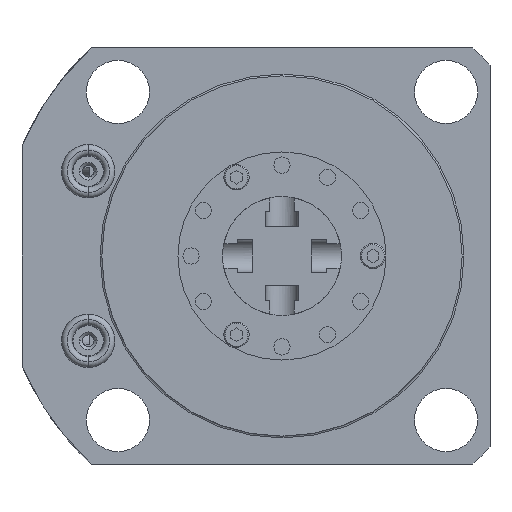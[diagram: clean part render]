
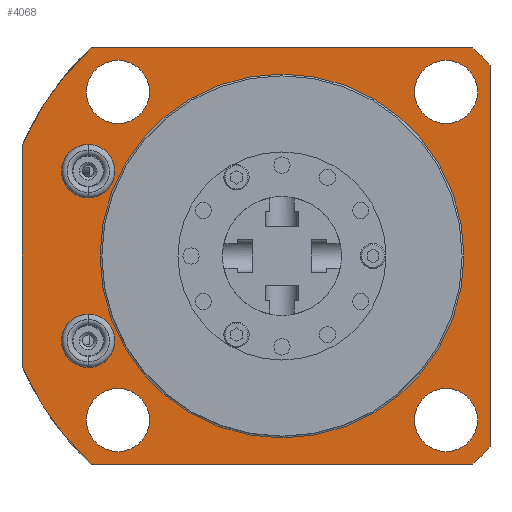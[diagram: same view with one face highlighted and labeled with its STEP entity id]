
A CAD part, front view. The second image highlights one B-rep face of the part: STEP entity #4068.
In plain terms, the highlighted planar face has unit normal (0, -1, 0).
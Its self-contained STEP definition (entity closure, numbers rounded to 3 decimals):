
#755=CARTESIAN_POINT('',(0.,88.9,0.));
#756=DIRECTION('',(0.,-1.,0.));
#757=DIRECTION('',(0.,0.,1.));
#758=AXIS2_PLACEMENT_3D('',#755,#756,#757);
#770=CARTESIAN_POINT('',(0.,88.9,0.));
#771=DIRECTION('',(0.,-1.,0.));
#772=DIRECTION('',(-0.921,0.,-0.39));
#773=AXIS2_PLACEMENT_3D('',#770,#771,#772);
#775=CARTESIAN_POINT('',(0.,88.9,0.));
#776=DIRECTION('',(0.,-1.,0.));
#777=DIRECTION('',(-0.676,0.,0.737));
#778=AXIS2_PLACEMENT_3D('',#775,#776,#777);
#780=CARTESIAN_POINT('',(0.,88.9,0.));
#781=DIRECTION('',(0.,-1.,0.));
#782=DIRECTION('',(0.737,0.,0.676));
#783=AXIS2_PLACEMENT_3D('',#780,#781,#782);
#785=CARTESIAN_POINT('',(0.,88.9,0.));
#786=DIRECTION('',(0.,-1.,0.));
#787=DIRECTION('',(0.676,0.,-0.737));
#788=AXIS2_PLACEMENT_3D('',#785,#786,#787);
#790=CARTESIAN_POINT('',(35.052,88.9,-35.052));
#791=DIRECTION('',(0.,-1.,0.));
#792=DIRECTION('',(1.,0.,0.));
#793=AXIS2_PLACEMENT_3D('',#790,#791,#792);
#795=CARTESIAN_POINT('',(35.052,88.9,-35.052));
#796=DIRECTION('',(0.,-1.,0.));
#797=DIRECTION('',(-1.,0.,0.));
#798=AXIS2_PLACEMENT_3D('',#795,#796,#797);
#800=CARTESIAN_POINT('',(35.052,88.9,35.052));
#801=DIRECTION('',(0.,-1.,0.));
#802=DIRECTION('',(1.,0.,0.));
#803=AXIS2_PLACEMENT_3D('',#800,#801,#802);
#805=CARTESIAN_POINT('',(35.052,88.9,35.052));
#806=DIRECTION('',(0.,-1.,0.));
#807=DIRECTION('',(-1.,0.,0.));
#808=AXIS2_PLACEMENT_3D('',#805,#806,#807);
#810=CARTESIAN_POINT('',(-35.052,88.9,-35.052));
#811=DIRECTION('',(0.,-1.,0.));
#812=DIRECTION('',(1.,0.,0.));
#813=AXIS2_PLACEMENT_3D('',#810,#811,#812);
#815=CARTESIAN_POINT('',(-35.052,88.9,-35.052));
#816=DIRECTION('',(0.,-1.,0.));
#817=DIRECTION('',(-1.,0.,0.));
#818=AXIS2_PLACEMENT_3D('',#815,#816,#817);
#820=CARTESIAN_POINT('',(-35.052,88.9,35.052));
#821=DIRECTION('',(0.,-1.,0.));
#822=DIRECTION('',(1.,0.,0.));
#823=AXIS2_PLACEMENT_3D('',#820,#821,#822);
#825=CARTESIAN_POINT('',(-35.052,88.9,35.052));
#826=DIRECTION('',(0.,-1.,0.));
#827=DIRECTION('',(-1.,0.,0.));
#828=AXIS2_PLACEMENT_3D('',#825,#826,#827);
#830=CARTESIAN_POINT('',(-41.402,88.9,-18.11));
#831=DIRECTION('',(0.,1.,0.));
#832=DIRECTION('',(-1.,0.,0.));
#833=AXIS2_PLACEMENT_3D('',#830,#831,#832);
#835=CARTESIAN_POINT('',(-41.402,88.9,-18.11));
#836=DIRECTION('',(0.,1.,0.));
#837=DIRECTION('',(1.,0.,0.));
#838=AXIS2_PLACEMENT_3D('',#835,#836,#837);
#840=CARTESIAN_POINT('',(-41.402,88.9,18.11));
#841=DIRECTION('',(0.,1.,0.));
#842=DIRECTION('',(-1.,0.,0.));
#843=AXIS2_PLACEMENT_3D('',#840,#841,#842);
#845=CARTESIAN_POINT('',(-41.402,88.9,18.11));
#846=DIRECTION('',(0.,1.,0.));
#847=DIRECTION('',(1.,0.,0.));
#848=AXIS2_PLACEMENT_3D('',#845,#846,#847);
#866=DIRECTION('',(-1.,0.,0.));
#867=VECTOR('',#866,81.567);
#868=CARTESIAN_POINT('',(40.784,88.9,-44.45));
#869=LINE('',#868,#867);
#966=DIRECTION('',(0.,0.,1.));
#967=VECTOR('',#966,47.045);
#968=CARTESIAN_POINT('',(-55.55,88.9,-23.522));
#969=LINE('',#968,#967);
#1389=DIRECTION('',(0.,0.,-1.));
#1390=VECTOR('',#1389,81.567);
#1391=CARTESIAN_POINT('',(44.45,88.9,40.784));
#1392=LINE('',#1391,#1390);
#1476=DIRECTION('',(1.,0.,0.));
#1477=VECTOR('',#1476,81.567);
#1478=CARTESIAN_POINT('',(-40.784,88.9,44.45));
#1479=LINE('',#1478,#1477);
#2125=CARTESIAN_POINT('',(0.,88.9,0.));
#2126=DIRECTION('',(0.,-1.,0.));
#2127=DIRECTION('',(0.,0.,-1.));
#2128=AXIS2_PLACEMENT_3D('',#2125,#2126,#2127);
#2646=CARTESIAN_POINT('',(40.784,88.9,-44.45));
#2647=CARTESIAN_POINT('',(-40.784,88.9,-44.45));
#2648=VERTEX_POINT('',#2646);
#2649=VERTEX_POINT('',#2647);
#2650=CARTESIAN_POINT('',(-55.55,88.9,-23.522));
#2651=CARTESIAN_POINT('',(-55.55,88.9,23.522));
#2652=VERTEX_POINT('',#2650);
#2653=VERTEX_POINT('',#2651);
#2654=CARTESIAN_POINT('',(-40.784,88.9,44.45));
#2655=CARTESIAN_POINT('',(40.784,88.9,44.45));
#2656=VERTEX_POINT('',#2654);
#2657=VERTEX_POINT('',#2655);
#2658=CARTESIAN_POINT('',(44.45,88.9,40.784));
#2659=CARTESIAN_POINT('',(44.45,88.9,-40.784));
#2660=VERTEX_POINT('',#2658);
#2661=VERTEX_POINT('',#2659);
#2662=CARTESIAN_POINT('',(41.796,88.9,-35.052));
#2663=CARTESIAN_POINT('',(28.309,88.9,-35.052));
#2664=VERTEX_POINT('',#2662);
#2665=VERTEX_POINT('',#2663);
#2670=CARTESIAN_POINT('',(-47.104,88.9,-18.11));
#2671=CARTESIAN_POINT('',(-35.7,88.9,-18.11));
#2672=VERTEX_POINT('',#2670);
#2673=VERTEX_POINT('',#2671);
#2692=CARTESIAN_POINT('',(0.,88.9,-38.874));
#2693=CARTESIAN_POINT('',(0.,88.9,38.874));
#2694=VERTEX_POINT('',#2692);
#2695=VERTEX_POINT('',#2693);
#2730=CARTESIAN_POINT('',(41.796,88.9,35.052));
#2731=CARTESIAN_POINT('',(28.309,88.9,35.052));
#2732=VERTEX_POINT('',#2730);
#2733=VERTEX_POINT('',#2731);
#2734=CARTESIAN_POINT('',(-28.309,88.9,-35.052));
#2735=CARTESIAN_POINT('',(-41.796,88.9,-35.052));
#2736=VERTEX_POINT('',#2734);
#2737=VERTEX_POINT('',#2735);
#2738=CARTESIAN_POINT('',(-28.309,88.9,35.052));
#2739=CARTESIAN_POINT('',(-41.796,88.9,35.052));
#2740=VERTEX_POINT('',#2738);
#2741=VERTEX_POINT('',#2739);
#2818=CARTESIAN_POINT('',(-47.104,88.9,18.11));
#2819=CARTESIAN_POINT('',(-35.7,88.9,18.11));
#2820=VERTEX_POINT('',#2818);
#2821=VERTEX_POINT('',#2819);
#4004=CARTESIAN_POINT('',(0.,88.9,0.));
#4005=DIRECTION('',(0.,-1.,0.));
#4006=DIRECTION('',(0.,0.,1.));
#4007=AXIS2_PLACEMENT_3D('',#4004,#4005,#4006);
#4008=PLANE('',#4007);
#4010=ORIENTED_EDGE('',*,*,#4009,.T.);
#4012=ORIENTED_EDGE('',*,*,#4011,.F.);
#4014=ORIENTED_EDGE('',*,*,#4013,.T.);
#4016=ORIENTED_EDGE('',*,*,#4015,.F.);
#4018=ORIENTED_EDGE('',*,*,#4017,.T.);
#4020=ORIENTED_EDGE('',*,*,#4019,.F.);
#4022=ORIENTED_EDGE('',*,*,#4021,.T.);
#4024=ORIENTED_EDGE('',*,*,#4023,.F.);
#4025=EDGE_LOOP('',(#4010,#4012,#4014,#4016,#4018,#4020,#4022,#4024));
#4026=FACE_OUTER_BOUND('',#4025,.F.);
#4028=ORIENTED_EDGE('',*,*,#4027,.T.);
#4029=ORIENTED_EDGE('',*,*,#3994,.T.);
#4030=EDGE_LOOP('',(#4028,#4029));
#4031=FACE_BOUND('',#4030,.F.);
#4033=ORIENTED_EDGE('',*,*,#4032,.T.);
#4035=ORIENTED_EDGE('',*,*,#4034,.T.);
#4036=EDGE_LOOP('',(#4033,#4035));
#4037=FACE_BOUND('',#4036,.F.);
#4039=ORIENTED_EDGE('',*,*,#4038,.T.);
#4041=ORIENTED_EDGE('',*,*,#4040,.T.);
#4042=EDGE_LOOP('',(#4039,#4041));
#4043=FACE_BOUND('',#4042,.F.);
#4045=ORIENTED_EDGE('',*,*,#4044,.T.);
#4047=ORIENTED_EDGE('',*,*,#4046,.T.);
#4048=EDGE_LOOP('',(#4045,#4047));
#4049=FACE_BOUND('',#4048,.F.);
#4051=ORIENTED_EDGE('',*,*,#4050,.T.);
#4053=ORIENTED_EDGE('',*,*,#4052,.T.);
#4054=EDGE_LOOP('',(#4051,#4053));
#4055=FACE_BOUND('',#4054,.F.);
#4057=ORIENTED_EDGE('',*,*,#4056,.F.);
#4059=ORIENTED_EDGE('',*,*,#4058,.F.);
#4060=EDGE_LOOP('',(#4057,#4059));
#4061=FACE_BOUND('',#4060,.F.);
#4063=ORIENTED_EDGE('',*,*,#4062,.F.);
#4065=ORIENTED_EDGE('',*,*,#4064,.F.);
#4066=EDGE_LOOP('',(#4063,#4065));
#4067=FACE_BOUND('',#4066,.F.);
#759=CIRCLE('',#758,38.874);
#774=CIRCLE('',#773,60.325);
#779=CIRCLE('',#778,60.325);
#784=CIRCLE('',#783,60.325);
#789=CIRCLE('',#788,60.325);
#794=CIRCLE('',#793,6.744);
#799=CIRCLE('',#798,6.744);
#804=CIRCLE('',#803,6.744);
#809=CIRCLE('',#808,6.744);
#814=CIRCLE('',#813,6.744);
#819=CIRCLE('',#818,6.744);
#824=CIRCLE('',#823,6.744);
#829=CIRCLE('',#828,6.744);
#834=CIRCLE('',#833,5.702);
#839=CIRCLE('',#838,5.702);
#844=CIRCLE('',#843,5.702);
#849=CIRCLE('',#848,5.702);
#2129=CIRCLE('',#2128,38.874);
#3994=EDGE_CURVE('',#2695,#2694,#759,.T.);
#4009=EDGE_CURVE('',#2648,#2649,#869,.T.);
#4011=EDGE_CURVE('',#2652,#2649,#774,.T.);
#4013=EDGE_CURVE('',#2652,#2653,#969,.T.);
#4015=EDGE_CURVE('',#2656,#2653,#779,.T.);
#4017=EDGE_CURVE('',#2656,#2657,#1479,.T.);
#4019=EDGE_CURVE('',#2660,#2657,#784,.T.);
#4021=EDGE_CURVE('',#2660,#2661,#1392,.T.);
#4023=EDGE_CURVE('',#2648,#2661,#789,.T.);
#4027=EDGE_CURVE('',#2694,#2695,#2129,.T.);
#4032=EDGE_CURVE('',#2664,#2665,#794,.T.);
#4034=EDGE_CURVE('',#2665,#2664,#799,.T.);
#4038=EDGE_CURVE('',#2732,#2733,#804,.T.);
#4040=EDGE_CURVE('',#2733,#2732,#809,.T.);
#4044=EDGE_CURVE('',#2736,#2737,#814,.T.);
#4046=EDGE_CURVE('',#2737,#2736,#819,.T.);
#4050=EDGE_CURVE('',#2740,#2741,#824,.T.);
#4052=EDGE_CURVE('',#2741,#2740,#829,.T.);
#4056=EDGE_CURVE('',#2672,#2673,#834,.T.);
#4058=EDGE_CURVE('',#2673,#2672,#839,.T.);
#4062=EDGE_CURVE('',#2820,#2821,#844,.T.);
#4064=EDGE_CURVE('',#2821,#2820,#849,.T.);
#4068=ADVANCED_FACE('',(#4026,#4031,#4037,#4043,#4049,#4055,#4061,#4067),#4008,
.T.);
